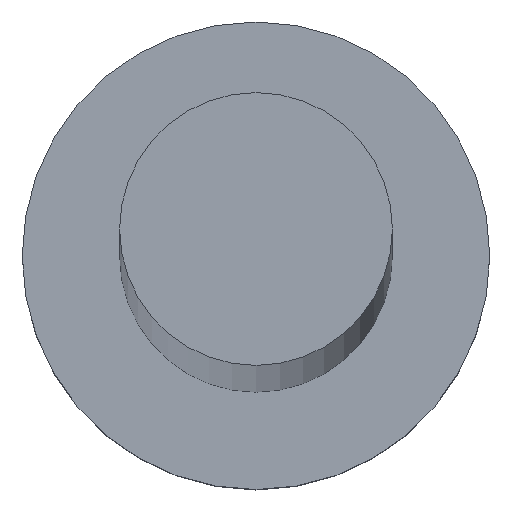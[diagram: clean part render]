
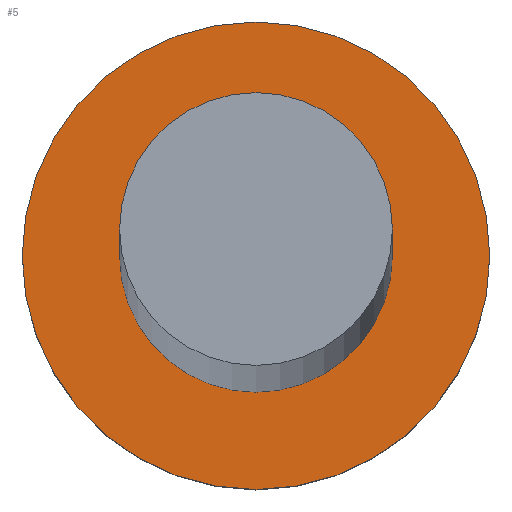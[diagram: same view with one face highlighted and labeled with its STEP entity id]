
A CAD part, top view. The second image highlights one B-rep face of the part: STEP entity #5.
In plain terms, the highlighted planar face has unit normal (0, 0, 1).
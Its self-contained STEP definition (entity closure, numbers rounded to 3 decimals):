
#3 = ORIENTED_EDGE ( 'NONE', *, *, #55, .F. ) ;
#5 = ADVANCED_FACE ( 'NONE', ( #111, #207 ), #42, .T. ) ;
#6 = ORIENTED_EDGE ( 'NONE', *, *, #158, .T. ) ;
#7 = CARTESIAN_POINT ( 'NONE',  ( 0., 0., 3. ) ) ;
#9 = DIRECTION ( 'NONE',  ( 1., 0., 0. ) ) ;
#24 = VERTEX_POINT ( 'NONE', #89 ) ;
#25 = DIRECTION ( 'NONE',  ( 0., 0., 1. ) ) ;
#42 = PLANE ( 'NONE',  #238 ) ;
#45 = ORIENTED_EDGE ( 'NONE', *, *, #169, .T. ) ;
#46 = AXIS2_PLACEMENT_3D ( 'NONE', #90, #149, #228 ) ;
#50 = AXIS2_PLACEMENT_3D ( 'NONE', #137, #215, #75 ) ;
#51 = VERTEX_POINT ( 'NONE', #206 ) ;
#54 = CARTESIAN_POINT ( 'NONE',  ( -1.75, 0., 3. ) ) ;
#55 = EDGE_CURVE ( 'NONE', #51, #175, #163, .T. ) ;
#57 = CARTESIAN_POINT ( 'NONE',  ( 0., 0., 3. ) ) ;
#67 = EDGE_LOOP ( 'NONE', ( #45, #6 ) ) ;
#68 = CARTESIAN_POINT ( 'NONE',  ( 0., 0., 3. ) ) ;
#69 = CIRCLE ( 'NONE', #50, 3. ) ;
#75 = DIRECTION ( 'NONE',  ( 1., 0., 0. ) ) ;
#81 = AXIS2_PLACEMENT_3D ( 'NONE', #68, #87, #115 ) ;
#87 = DIRECTION ( 'NONE',  ( 0., 0., 1. ) ) ;
#89 = CARTESIAN_POINT ( 'NONE',  ( 3., 0., 3. ) ) ;
#90 = CARTESIAN_POINT ( 'NONE',  ( 0., 0., 3. ) ) ;
#108 = DIRECTION ( 'NONE',  ( 1., 0., 0. ) ) ;
#111 = FACE_BOUND ( 'NONE', #243, .T. ) ;
#114 = EDGE_CURVE ( 'NONE', #175, #51, #172, .T. ) ;
#115 = DIRECTION ( 'NONE',  ( 1., 0., 0. ) ) ;
#137 = CARTESIAN_POINT ( 'NONE',  ( 0., 0., 3. ) ) ;
#149 = DIRECTION ( 'NONE',  ( 0., 0., 1. ) ) ;
#151 = ORIENTED_EDGE ( 'NONE', *, *, #114, .F. ) ;
#152 = CIRCLE ( 'NONE', #156, 3. ) ;
#156 = AXIS2_PLACEMENT_3D ( 'NONE', #57, #157, #9 ) ;
#157 = DIRECTION ( 'NONE',  ( 0., 0., 1. ) ) ;
#158 = EDGE_CURVE ( 'NONE', #24, #191, #152, .T. ) ;
#163 = CIRCLE ( 'NONE', #46, 1.75 ) ;
#169 = EDGE_CURVE ( 'NONE', #191, #24, #69, .T. ) ;
#172 = CIRCLE ( 'NONE', #81, 1.75 ) ;
#175 = VERTEX_POINT ( 'NONE', #54 ) ;
#191 = VERTEX_POINT ( 'NONE', #233 ) ;
#206 = CARTESIAN_POINT ( 'NONE',  ( 1.75, 0., 3. ) ) ;
#207 = FACE_OUTER_BOUND ( 'NONE', #67, .T. ) ;
#215 = DIRECTION ( 'NONE',  ( 0., 0., 1. ) ) ;
#228 = DIRECTION ( 'NONE',  ( 1., 0., 0. ) ) ;
#233 = CARTESIAN_POINT ( 'NONE',  ( -3., 0., 3. ) ) ;
#238 = AXIS2_PLACEMENT_3D ( 'NONE', #7, #25, #108 ) ;
#243 = EDGE_LOOP ( 'NONE', ( #151, #3 ) ) ;
